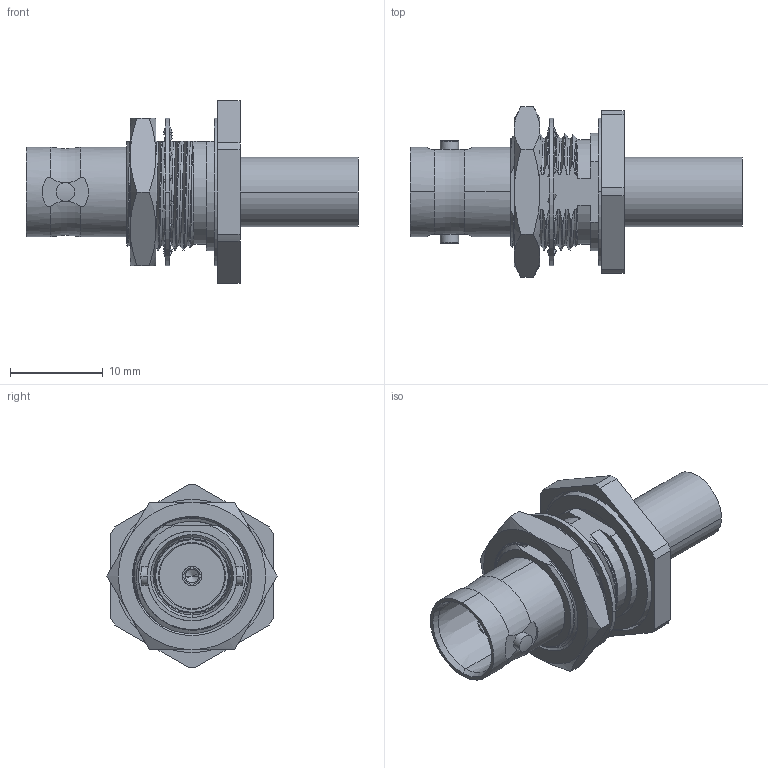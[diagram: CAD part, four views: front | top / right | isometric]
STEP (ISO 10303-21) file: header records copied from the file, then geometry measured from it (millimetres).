
FILE_DESCRIPTION((''),'2;1');
FILE_NAME('31-70567-12G_SW0002','2019-10-23T',('Krishnaprasath'),(''),'CREO PARAMETRIC BY PTC INC, 2018360','CREO PARAMETRIC BY PTC INC, 2018360','');
FILE_SCHEMA(('CONFIG_CONTROL_DESIGN'));
Length unit declared in the file: millimetre
Products named in the file (1): 31-70567-12G_SW0002
Bounding box: 35.74 x 18.33 x 19.68 mm (x, y, z)
Volume: 2671.3 mm3; surface area: 3021.7 mm2
Topology: 1 solids, 1 shells, 299 faces, 827 edges, 524 vertices
Faces by surface type: bspline 95, plane 81, cylinder 81, cone 40, torus 2
Entity records: 16668 total; most frequent: CARTESIAN_POINT 9608, ORIENTED_EDGE 1650, DIRECTION 1175, EDGE_CURVE 825, VERTEX_POINT 524, AXIS2_PLACEMENT_3D 392, VECTOR 391, LINE 391
